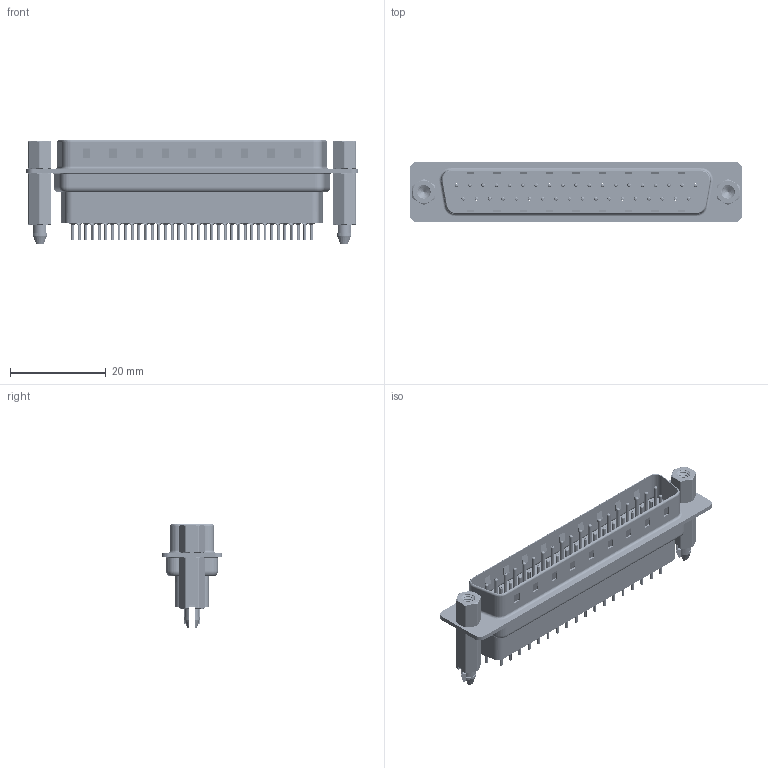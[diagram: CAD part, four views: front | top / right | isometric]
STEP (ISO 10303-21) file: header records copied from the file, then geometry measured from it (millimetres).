
FILE_DESCRIPTION (( 'STEP AP203' ), '1' );
FILE_NAME ('627-037-621-057.STEP', '2020-07-15T08:00:45', ( '' ), ( '' ), 'SwSTEP 2.0', 'SolidWorks 2020', '' );
FILE_SCHEMA (( 'CONFIG_CONTROL_DESIGN' ));
Length unit declared in the file: millimetre
Products named in the file (8): 627-037-621-057; 627 Housing_37 HP; 627 Shell Rear_37 Contacts; 627 Contact Row 2_21H; 627 4-40 Threaded Boardlock_HP; 627 4-40 Hex Standoff; 627 Shell Front_37 Contacts; 627 Contact Row 1_21H
Assembly tree (44 placements, depth 2):
  627-037-621-057
    627 Housing_37 HP
    627 Shell Front_37 Contacts
    627 Shell Rear_37 Contacts
    627 Contact Row 1_21H  x19
    627 Contact Row 2_21H  x18
    627 4-40 Hex Standoff  x2
    627 4-40 Threaded Boardlock_HP  x2
Bounding box: 69.3 x 12.6 x 21.7 mm (x, y, z)
Volume: 5769.6 mm3; surface area: 14624.1 mm2
Topology: 44 solids, 44 shells, 4278 faces, 11155 edges, 7011 vertices
Faces by surface type: cylinder 1650, plane 1145, torus 1055, cone 406, bspline 22
Entity records: 37834 total; most frequent: CARTESIAN_POINT 11942, DIRECTION 5233, ORIENTED_EDGE 4920, EDGE_CURVE 2460, AXIS2_PLACEMENT_3D 2050, VERTEX_POINT 1583, EDGE_LOOP 1183, VECTOR 1133
